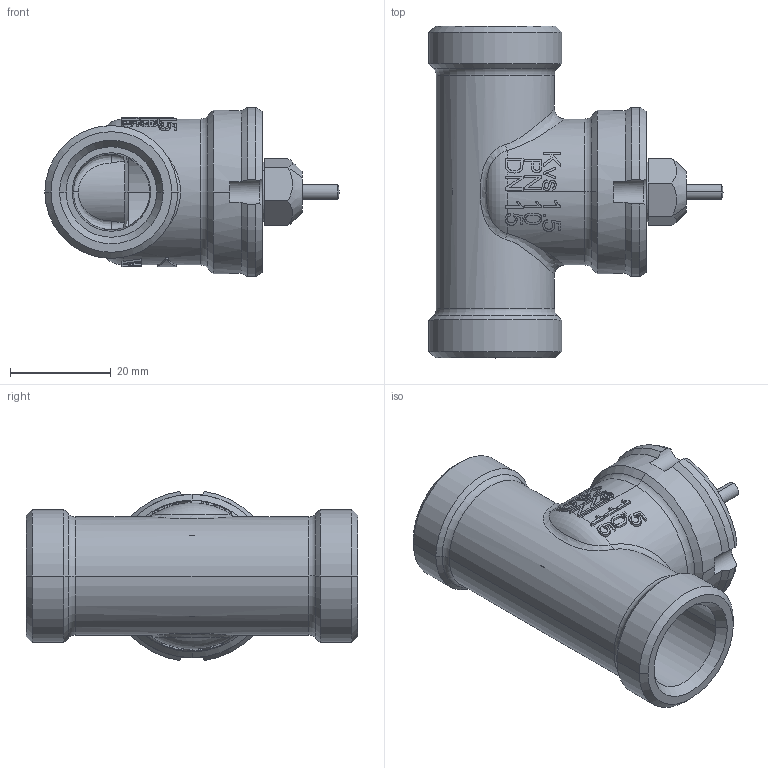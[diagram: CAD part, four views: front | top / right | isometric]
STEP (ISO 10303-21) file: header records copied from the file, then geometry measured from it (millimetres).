
FILE_DESCRIPTION((''),'2;1');
FILE_NAME('003L3508_ASM','2023-08-22T13:08:15',('U337904'),('Danfoss'),'CREO PARAMETRIC BY PTC INC, 2022124','CREO PARAMETRIC BY PTC INC, 2022124','');
FILE_SCHEMA(('CONFIG_CONTROL_DESIGN'));
Length unit declared in the file: millimetre
Products named in the file (9): 89103370_VALVE_BODY_VMT_DN15_15; 89103390; D3-STUFFINGBOXHOUSE_AF0; D3-OR_AF0; D3-GREASEBOX_AF0; D3-SPRINGRINGEXTERNAL_AF0; SPINDL_FI3; 065F0201_ASM; 003L3508_ASM
Assembly tree (8 placements, depth 3):
  003L3508_ASM
    89103370_VALVE_BODY_VMT_DN15_15
    89103390
    065F0201_ASM
      D3-STUFFINGBOXHOUSE_AF0
      D3-OR_AF0
      D3-GREASEBOX_AF0
      D3-SPRINGRINGEXTERNAL_AF0
      SPINDL_FI3
Bounding box: 58.52 x 66 x 33.66 mm (x, y, z)
Volume: 28717.8 mm3; surface area: 18549.6 mm2
Topology: 7 solids, 7 shells, 570 faces, 1496 edges, 958 vertices
Faces by surface type: plane 193, extrusion 133, cylinder 129, cone 68, torus 35, bspline 8, sphere 4
Entity records: 20203 total; most frequent: CARTESIAN_POINT 6541, ORIENTED_EDGE 2980, DIRECTION 2492, EDGE_CURVE 1490, VERTEX_POINT 958, AXIS2_PLACEMENT_3D 894, VECTOR 704, B_SPLINE_CURVE_WITH_KNOTS 609
